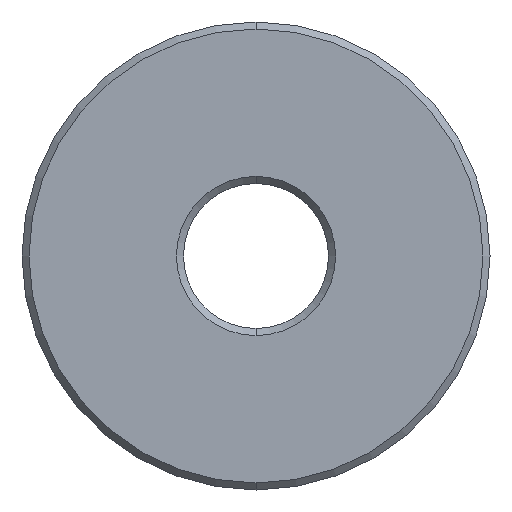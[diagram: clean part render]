
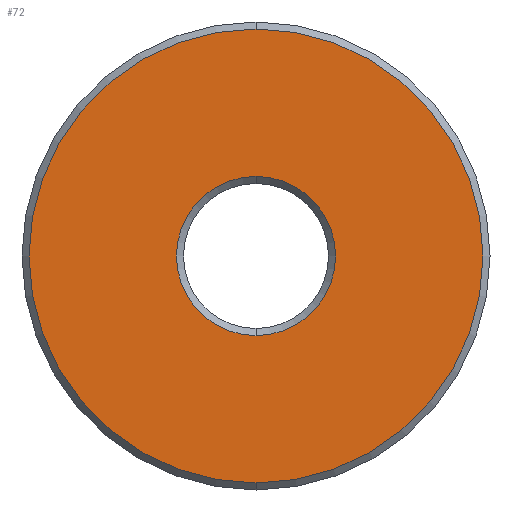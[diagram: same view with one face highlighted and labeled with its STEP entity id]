
A CAD part, front view. The second image highlights one B-rep face of the part: STEP entity #72.
In plain terms, the highlighted planar face has unit normal (0, -1, 0).
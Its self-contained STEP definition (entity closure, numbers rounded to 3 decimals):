
#20 = CARTESIAN_POINT ( 'NONE',  ( 0., 0., 0. ) ) ;
#72 = ADVANCED_FACE ( 'NONE', ( #3407, #4024 ), #2825, .T. ) ;
#195 = CARTESIAN_POINT ( 'NONE',  ( -2.75, 0., 0. ) ) ;
#204 = EDGE_LOOP ( 'NONE', ( #3637, #6301 ) ) ;
#317 = DIRECTION ( 'NONE',  ( 0., -1., 0. ) ) ;
#397 = CIRCLE ( 'NONE', #3473, 9.7 ) ;
#504 = ORIENTED_EDGE ( 'NONE', *, *, #4459, .T. ) ;
#742 = DIRECTION ( 'NONE',  ( 0., 0., -1. ) ) ;
#1053 = DIRECTION ( 'NONE',  ( 0., 1., 0. ) ) ;
#1273 = DIRECTION ( 'NONE',  ( 0., -1., 0. ) ) ;
#1395 = EDGE_LOOP ( 'NONE', ( #2793, #504 ) ) ;
#1510 = CIRCLE ( 'NONE', #4785, 9.7 ) ;
#1637 = DIRECTION ( 'NONE',  ( 0., 1., 0. ) ) ;
#1813 = CARTESIAN_POINT ( 'NONE',  ( 0., 0., 0. ) ) ;
#2104 = AXIS2_PLACEMENT_3D ( 'NONE', #195, #4254, #742 ) ;
#2360 = DIRECTION ( 'NONE',  ( 0., 0., -1. ) ) ;
#2644 = CARTESIAN_POINT ( 'NONE',  ( 0., 0., 9.7 ) ) ;
#2765 = CARTESIAN_POINT ( 'NONE',  ( 0., 0., 0. ) ) ;
#2793 = ORIENTED_EDGE ( 'NONE', *, *, #5814, .T. ) ;
#2806 = AXIS2_PLACEMENT_3D ( 'NONE', #20, #1053, #4507 ) ;
#2825 = PLANE ( 'NONE',  #2104 ) ;
#3094 = CARTESIAN_POINT ( 'NONE',  ( 0., 0., 3.4 ) ) ;
#3114 = VERTEX_POINT ( 'NONE', #2644 ) ;
#3407 = FACE_BOUND ( 'NONE', #204, .T. ) ;
#3473 = AXIS2_PLACEMENT_3D ( 'NONE', #1813, #317, #2360 ) ;
#3637 = ORIENTED_EDGE ( 'NONE', *, *, #6365, .T. ) ;
#3670 = CARTESIAN_POINT ( 'NONE',  ( 0., 0., 0. ) ) ;
#3712 = EDGE_CURVE ( 'NONE', #3788, #4120, #6103, .T. ) ;
#3788 = VERTEX_POINT ( 'NONE', #3094 ) ;
#4024 = FACE_OUTER_BOUND ( 'NONE', #1395, .T. ) ;
#4120 = VERTEX_POINT ( 'NONE', #5884 ) ;
#4187 = CARTESIAN_POINT ( 'NONE',  ( 0., 0., -9.7 ) ) ;
#4249 = AXIS2_PLACEMENT_3D ( 'NONE', #3670, #1637, #5172 ) ;
#4254 = DIRECTION ( 'NONE',  ( 0., -1., 0. ) ) ;
#4459 = EDGE_CURVE ( 'NONE', #4981, #3114, #1510, .T. ) ;
#4507 = DIRECTION ( 'NONE',  ( 0., 0., -1. ) ) ;
#4760 = DIRECTION ( 'NONE',  ( 0., 0., -1. ) ) ;
#4785 = AXIS2_PLACEMENT_3D ( 'NONE', #2765, #1273, #4760 ) ;
#4981 = VERTEX_POINT ( 'NONE', #4187 ) ;
#5075 = CIRCLE ( 'NONE', #2806, 3.4 ) ;
#5172 = DIRECTION ( 'NONE',  ( 0., 0., -1. ) ) ;
#5814 = EDGE_CURVE ( 'NONE', #3114, #4981, #397, .T. ) ;
#5884 = CARTESIAN_POINT ( 'NONE',  ( 0., 0., -3.4 ) ) ;
#6103 = CIRCLE ( 'NONE', #4249, 3.4 ) ;
#6301 = ORIENTED_EDGE ( 'NONE', *, *, #3712, .T. ) ;
#6365 = EDGE_CURVE ( 'NONE', #4120, #3788, #5075, .T. ) ;
